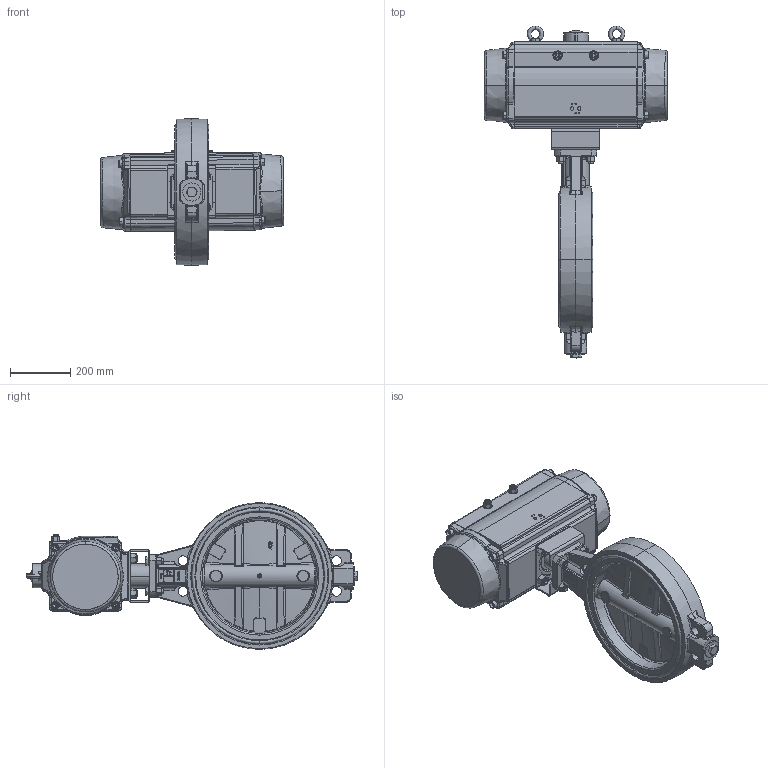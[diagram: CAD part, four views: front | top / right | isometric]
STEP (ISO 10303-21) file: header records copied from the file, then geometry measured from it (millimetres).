
FILE_DESCRIPTION (( 'STEP AP203' ), '1' );
FILE_NAME ('AK01_DN400_pneu..STEP', '2022-11-03T14:08:57', ( '' ), ( '' ), 'SwSTEP 2.0', 'SolidWorks 2021', '' );
FILE_SCHEMA (( 'CONFIG_CONTROL_DESIGN' ));
Length unit declared in the file: metre
Products named in the file (1): AK01_DN400_pneu.
Bounding box: 610.11 x 1104 x 488 mm (x, y, z)
Surface area: 1709934.1 mm2 (no closed solid volume)
Topology: 0 solids, 600 shells, 1335 faces, 5252 edges, 4413 vertices
Faces by surface type: plane 388, cylinder 329, bspline 209, torus 192, cone 175, sphere 42
Entity records: 106263 total; most frequent: CARTESIAN_POINT 66446, DIRECTION 7530, ORIENTED_EDGE 6814, EDGE_CURVE 5201, VERTEX_POINT 4413, AXIS2_PLACEMENT_3D 2901, CIRCLE 1774, VECTOR 1728
